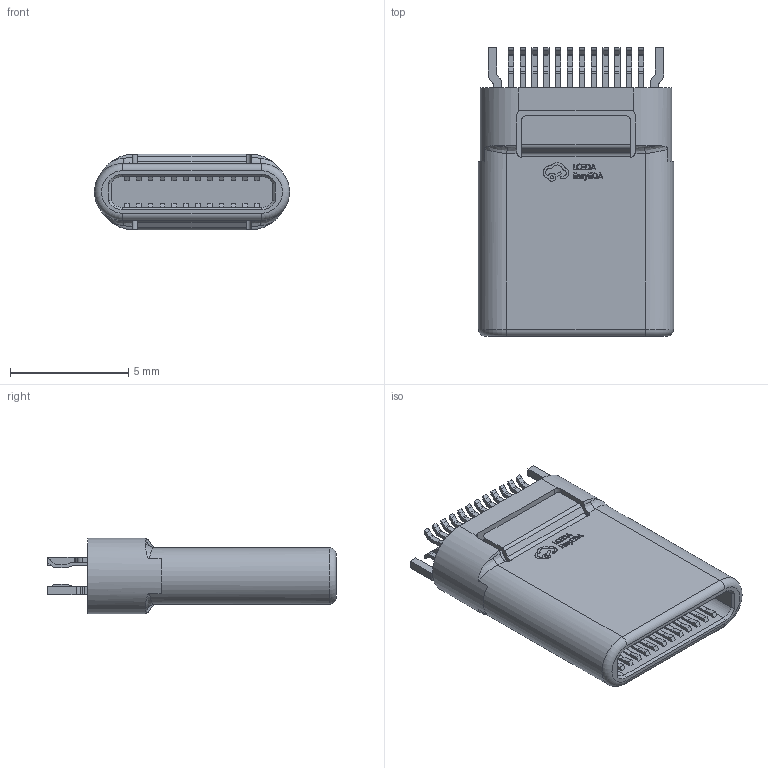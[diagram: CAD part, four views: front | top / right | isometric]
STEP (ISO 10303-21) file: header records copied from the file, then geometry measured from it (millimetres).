
FILE_DESCRIPTION (( 'STEP AP214' ), '1' );
FILE_NAME ('USB-C-SMD_TYPE-C-24P-GTJB-040.STEP', '2024-01-28T15:10:34', ( '' ), ( '' ), 'SwSTEP 2.0', 'SolidWorks 2020', '' );
FILE_SCHEMA (( 'AUTOMOTIVE_DESIGN' ));
Length unit declared in the file: millimetre
Products named in the file (1): USB-C-SMD_TYPE-C-24P-GTJB-040
Bounding box: 8.25 x 12.2 x 3.2 mm (x, y, z)
Volume: 162.6 mm3; surface area: 430.6 mm2
Topology: 25 solids, 25 shells, 935 faces, 2537 edges, 1686 vertices
Faces by surface type: plane 615, cylinder 204, bspline 106, torus 6, cone 4
Entity records: 40870 total; most frequent: CARTESIAN_POINT 7121, ORIENTED_EDGE 5074, DIRECTION 4379, EDGE_CURVE 2537, LINE 1875, VECTOR 1875, VERTEX_POINT 1686, AXIS2_PLACEMENT_3D 1252
